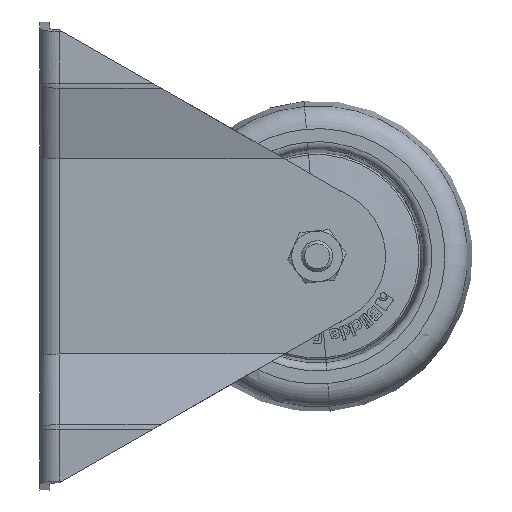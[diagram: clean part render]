
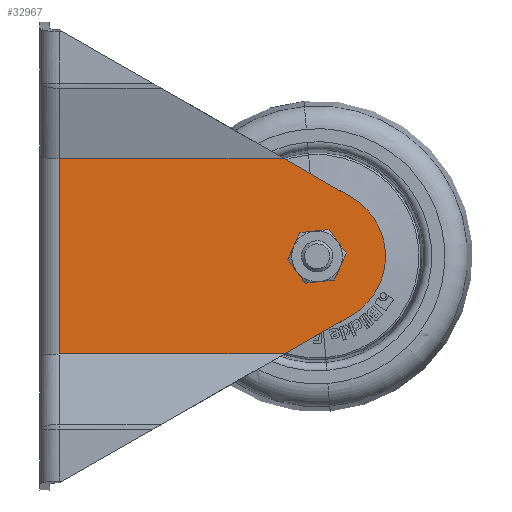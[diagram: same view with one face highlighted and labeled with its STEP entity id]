
A CAD part, left-side view. The second image highlights one B-rep face of the part: STEP entity #32967.
In plain terms, the highlighted face is planar.
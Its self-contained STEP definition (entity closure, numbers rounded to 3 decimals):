
#4205 = AXIS2_PLACEMENT_3D ( 'NONE', #74007, #83284, #30344 ) ;
#5228 = CARTESIAN_POINT ( 'NONE',  ( 0., -21., 66.75 ) ) ;
#6785 = CARTESIAN_POINT ( 'NONE',  ( -25., -21., 5. ) ) ;
#7578 = DIRECTION ( 'NONE',  ( 0., 0., -1. ) ) ;
#8005 = VECTOR ( 'NONE', #45624, 1000. ) ;
#9767 = CARTESIAN_POINT ( 'NONE',  ( 25., -21., 5. ) ) ;
#11412 = DIRECTION ( 'NONE',  ( 0.497, 0., 0.868 ) ) ;
#13629 = VERTEX_POINT ( 'NONE', #82442 ) ;
#14001 = VERTEX_POINT ( 'NONE', #107218 ) ;
#14099 = VERTEX_POINT ( 'NONE', #74919 ) ;
#14872 = VECTOR ( 'NONE', #80475, 1000. ) ;
#16034 = CARTESIAN_POINT ( 'NONE',  ( -25., -21., 130. ) ) ;
#16767 = ORIENTED_EDGE ( 'NONE', *, *, #29156, .F. ) ;
#18599 = VERTEX_POINT ( 'NONE', #25375 ) ;
#18882 = CARTESIAN_POINT ( 'NONE',  ( 25., -21., 130. ) ) ;
#25375 = CARTESIAN_POINT ( 'NONE',  ( 15.184, -21., 79.7 ) ) ;
#27788 = CARTESIAN_POINT ( 'NONE',  ( 0., -21., 71. ) ) ;
#29156 = EDGE_CURVE ( 'NONE', #72232, #14001, #100761, .T. ) ;
#29364 = VERTEX_POINT ( 'NONE', #6785 ) ;
#30344 = DIRECTION ( 'NONE',  ( 1., 0., 0. ) ) ;
#32967 = ADVANCED_FACE ( 'NONE', ( #85580, #96760 ), #74387, .T. ) ;
#34062 = AXIS2_PLACEMENT_3D ( 'NONE', #46935, #108860, #55829 ) ;
#35450 = ORIENTED_EDGE ( 'NONE', *, *, #65269, .F. ) ;
#35664 = LINE ( 'NONE', #9767, #14872 ) ;
#36667 = DIRECTION ( 'NONE',  ( 1., 0., 0. ) ) ;
#38300 = EDGE_CURVE ( 'NONE', #72232, #29364, #49643, .T. ) ;
#38972 = EDGE_LOOP ( 'NONE', ( #105670, #47289, #16767, #101284, #95863, #70062 ) ) ;
#39217 = DIRECTION ( 'NONE',  ( -0.497, 0., 0.868 ) ) ;
#41526 = EDGE_CURVE ( 'NONE', #29364, #55260, #35664, .T. ) ;
#43259 = VECTOR ( 'NONE', #39217, 1000. ) ;
#45624 = DIRECTION ( 'NONE',  ( 0., 0., -1. ) ) ;
#46935 = CARTESIAN_POINT ( 'NONE',  ( 0., -21., 71. ) ) ;
#47289 = ORIENTED_EDGE ( 'NONE', *, *, #62564, .T. ) ;
#49643 = LINE ( 'NONE', #16034, #93901 ) ;
#49851 = AXIS2_PLACEMENT_3D ( 'NONE', #50622, #112558, #59475 ) ;
#50622 = CARTESIAN_POINT ( 'NONE',  ( 0., -21., 71. ) ) ;
#50679 = EDGE_CURVE ( 'NONE', #14099, #55260, #75717, .T. ) ;
#53701 = VECTOR ( 'NONE', #11412, 1000. ) ;
#55260 = VERTEX_POINT ( 'NONE', #114713 ) ;
#55432 = EDGE_CURVE ( 'NONE', #14099, #18599, #69511, .T. ) ;
#55829 = DIRECTION ( 'NONE',  ( 1., 0., 0. ) ) ;
#56096 = AXIS2_PLACEMENT_3D ( 'NONE', #27788, #89636, #36667 ) ;
#58129 = EDGE_CURVE ( 'NONE', #111852, #13629, #90854, .T. ) ;
#59475 = DIRECTION ( 'NONE',  ( 1., 0., 0. ) ) ;
#62564 = EDGE_CURVE ( 'NONE', #18599, #14001, #78682, .T. ) ;
#64380 = CARTESIAN_POINT ( 'NONE',  ( 10.265, -21., 124.119 ) ) ;
#65269 = EDGE_CURVE ( 'NONE', #13629, #111852, #103111, .T. ) ;
#69511 = LINE ( 'NONE', #83260, #43259 ) ;
#70062 = ORIENTED_EDGE ( 'NONE', *, *, #50679, .F. ) ;
#72232 = VERTEX_POINT ( 'NONE', #86229 ) ;
#74007 = CARTESIAN_POINT ( 'NONE',  ( 0., -21., 130. ) ) ;
#74387 = PLANE ( 'NONE',  #4205 ) ;
#74919 = CARTESIAN_POINT ( 'NONE',  ( 25., -21., 62.568 ) ) ;
#75717 = LINE ( 'NONE', #18882, #8005 ) ;
#78682 = CIRCLE ( 'NONE', #56096, 17.5 ) ;
#80475 = DIRECTION ( 'NONE',  ( 1., 0., 0. ) ) ;
#82442 = CARTESIAN_POINT ( 'NONE',  ( 0., -21., 75.25 ) ) ;
#83260 = CARTESIAN_POINT ( 'NONE',  ( -10.265, -21., 124.119 ) ) ;
#83284 = DIRECTION ( 'NONE',  ( 0., -1., 0. ) ) ;
#85580 = FACE_BOUND ( 'NONE', #113366, .T. ) ;
#86229 = CARTESIAN_POINT ( 'NONE',  ( -25., -21., 62.568 ) ) ;
#89636 = DIRECTION ( 'NONE',  ( 0., -1., 0. ) ) ;
#90854 = CIRCLE ( 'NONE', #49851, 4.25 ) ;
#93901 = VECTOR ( 'NONE', #7578, 1000. ) ;
#95863 = ORIENTED_EDGE ( 'NONE', *, *, #41526, .T. ) ;
#96760 = FACE_OUTER_BOUND ( 'NONE', #38972, .T. ) ;
#100761 = LINE ( 'NONE', #64380, #53701 ) ;
#101284 = ORIENTED_EDGE ( 'NONE', *, *, #38300, .T. ) ;
#103111 = CIRCLE ( 'NONE', #34062, 4.25 ) ;
#105670 = ORIENTED_EDGE ( 'NONE', *, *, #55432, .T. ) ;
#106056 = ORIENTED_EDGE ( 'NONE', *, *, #58129, .F. ) ;
#107218 = CARTESIAN_POINT ( 'NONE',  ( -15.184, -21., 79.7 ) ) ;
#108860 = DIRECTION ( 'NONE',  ( 0., -1., 0. ) ) ;
#111852 = VERTEX_POINT ( 'NONE', #5228 ) ;
#112558 = DIRECTION ( 'NONE',  ( 0., -1., 0. ) ) ;
#113366 = EDGE_LOOP ( 'NONE', ( #35450, #106056 ) ) ;
#114713 = CARTESIAN_POINT ( 'NONE',  ( 25., -21., 5. ) ) ;
